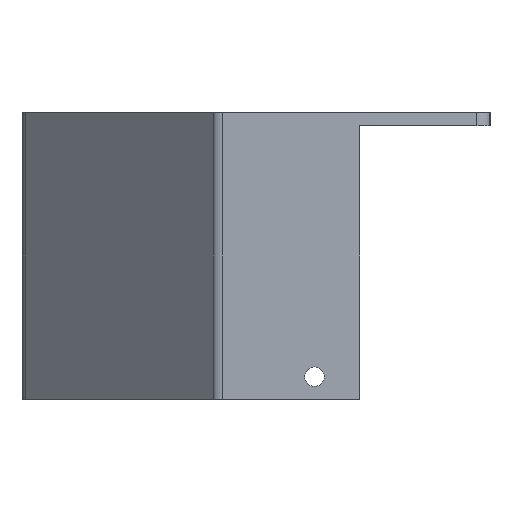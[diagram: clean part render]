
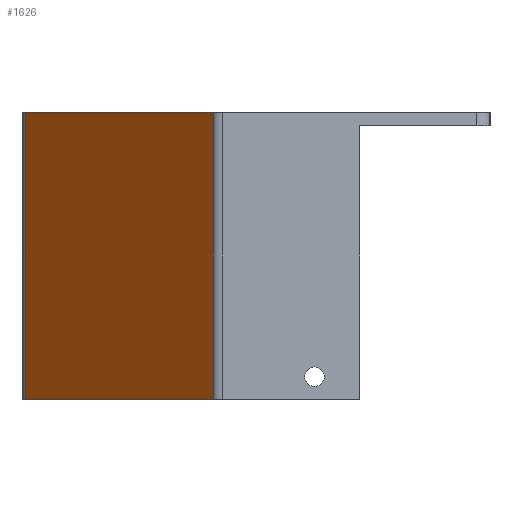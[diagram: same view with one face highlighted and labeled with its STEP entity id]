
A CAD part, front view. The second image highlights one B-rep face of the part: STEP entity #1626.
In plain terms, the highlighted planar face has unit normal (-0.707, -0.707, 0).
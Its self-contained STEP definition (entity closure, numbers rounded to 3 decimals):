
#76=PLANE('',#1787);
#152=FACE_OUTER_BOUND('',#249,.T.);
#249=EDGE_LOOP('',(#1451,#1452,#1453,#1454));
#282=LINE('',#2324,#450);
#383=LINE('',#2647,#551);
#421=LINE('',#2724,#589);
#422=LINE('',#2726,#590);
#450=VECTOR('',#1860,10.);
#551=VECTOR('',#2105,10.);
#589=VECTOR('',#2219,10.);
#590=VECTOR('',#2222,10.);
#691=VERTEX_POINT('',#2321);
#692=VERTEX_POINT('',#2323);
#821=VERTEX_POINT('',#2644);
#822=VERTEX_POINT('',#2646);
#852=EDGE_CURVE('',#692,#691,#282,.T.);
#1005=EDGE_CURVE('',#821,#822,#383,.T.);
#1044=EDGE_CURVE('',#691,#822,#421,.T.);
#1045=EDGE_CURVE('',#692,#821,#422,.T.);
#1451=ORIENTED_EDGE('',*,*,#852,.T.);
#1452=ORIENTED_EDGE('',*,*,#1044,.T.);
#1453=ORIENTED_EDGE('',*,*,#1005,.F.);
#1454=ORIENTED_EDGE('',*,*,#1045,.F.);
#1626=ADVANCED_FACE('',(#152),#76,.T.);
#1787=AXIS2_PLACEMENT_3D('',#2725,#2220,#2221);
#1860=DIRECTION('',(-0.707,0.707,0.));
#2105=DIRECTION('',(-0.707,0.707,0.));
#2219=DIRECTION('',(0.,0.,-1.));
#2220=DIRECTION('center_axis',(-0.707,-0.707,0.));
#2221=DIRECTION('ref_axis',(-0.707,0.707,0.));
#2222=DIRECTION('',(0.,0.,-1.));
#2321=CARTESIAN_POINT('',(-213.413,29.399,0.));
#2323=CARTESIAN_POINT('',(-184.586,0.572,0.));
#2324=CARTESIAN_POINT('',(-184.586,0.572,0.));
#2644=CARTESIAN_POINT('',(-184.586,0.572,-44.));
#2646=CARTESIAN_POINT('',(-213.413,29.399,-44.));
#2647=CARTESIAN_POINT('',(-184.586,0.572,-44.));
#2724=CARTESIAN_POINT('',(-213.413,29.399,0.));
#2725=CARTESIAN_POINT('Origin',(-184.586,0.572,0.));
#2726=CARTESIAN_POINT('',(-184.586,0.572,0.));
